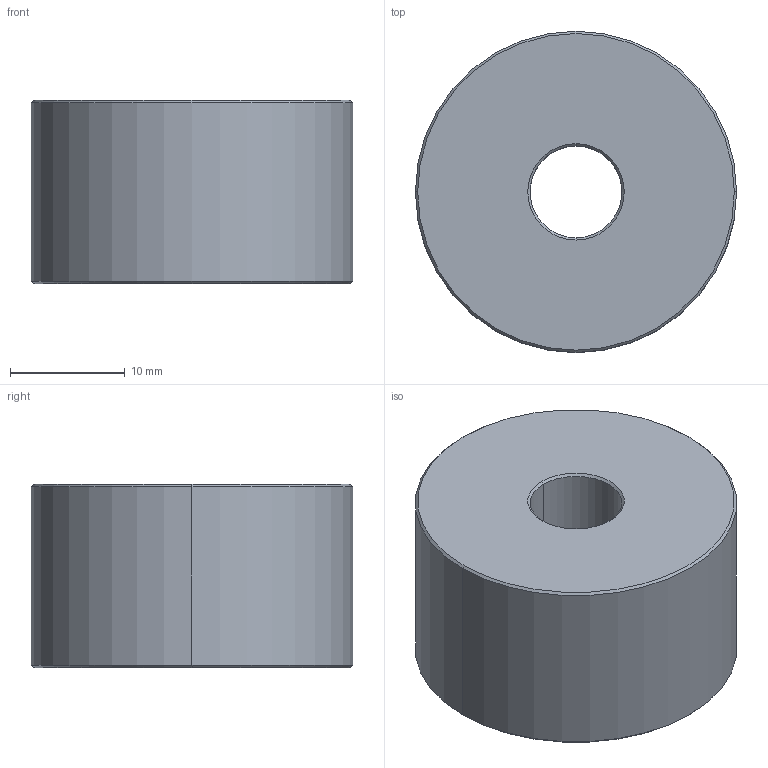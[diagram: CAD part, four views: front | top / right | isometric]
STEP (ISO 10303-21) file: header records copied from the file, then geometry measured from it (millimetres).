
FILE_DESCRIPTION (( 'STEP AP214' ), '1' );
FILE_NAME ('轴直径8mm_抱紧式联轴器(客户图）.step', '2025-07-05T23:21:59', ( '' ), ( '' ), 'SwSTEP 2.0', 'SolidWorks 2022', '' );
FILE_SCHEMA (( 'AUTOMOTIVE_DESIGN' ));
Length unit declared in the file: millimetre
Products named in the file (1): 轴直径8mm_抱紧式联轴器(客户图）
Bounding box: 28 x 28 x 16 mm (x, y, z)
Volume: 8816.4 mm3; surface area: 3267.9 mm2
Topology: 1 solids, 1 shells, 56 faces, 112 edges, 64 vertices
Faces by surface type: cone 32, cylinder 16, plane 8
Entity records: 1614 total; most frequent: DIRECTION 290, CARTESIAN_POINT 233, ORIENTED_EDGE 224, AXIS2_PLACEMENT_3D 121, EDGE_CURVE 112, VERTEX_POINT 64, CIRCLE 64, EDGE_LOOP 64
